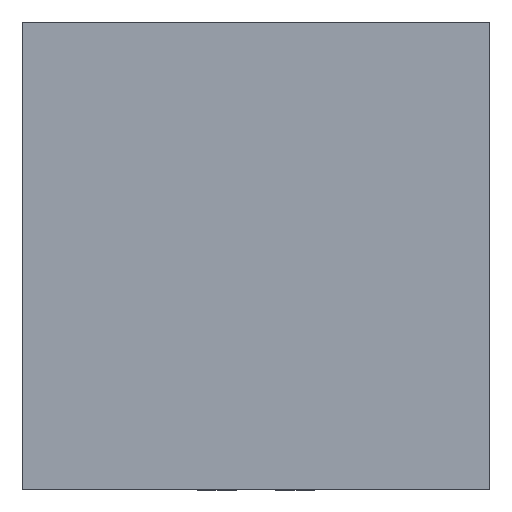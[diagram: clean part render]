
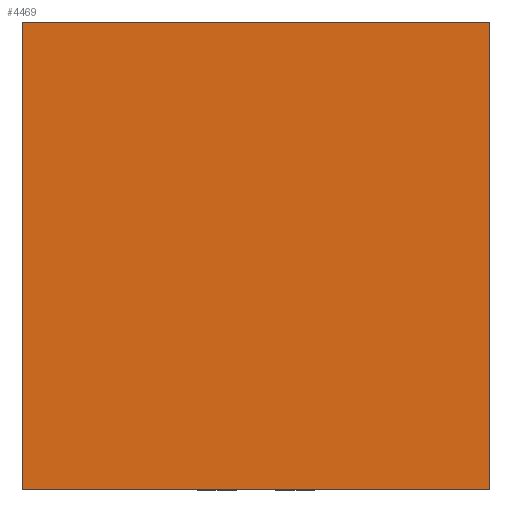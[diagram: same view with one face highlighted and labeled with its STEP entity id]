
A CAD part, top view. The second image highlights one B-rep face of the part: STEP entity #4469.
In plain terms, the highlighted face is planar.
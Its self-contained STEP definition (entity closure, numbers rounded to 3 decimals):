
#963=DIRECTION('',(0.,0.,1.));
#964=VECTOR('',#963,3.);
#965=CARTESIAN_POINT('',(-1.5,0.75,-1.5));
#966=LINE('',#965,#964);
#970=DIRECTION('',(-1.,0.,0.));
#971=VECTOR('',#970,3.);
#972=CARTESIAN_POINT('',(1.5,0.75,-1.5));
#973=LINE('',#972,#971);
#977=DIRECTION('',(0.,0.,-1.));
#978=VECTOR('',#977,3.);
#979=CARTESIAN_POINT('',(1.5,0.75,1.5));
#980=LINE('',#979,#978);
#984=DIRECTION('',(1.,0.,0.));
#985=VECTOR('',#984,3.);
#986=CARTESIAN_POINT('',(-1.5,0.75,1.5));
#987=LINE('',#986,#985);
#3346=CARTESIAN_POINT('',(-1.5,0.75,-1.5));
#3347=CARTESIAN_POINT('',(-1.5,0.75,1.5));
#3348=VERTEX_POINT('',#3346);
#3349=VERTEX_POINT('',#3347);
#3350=CARTESIAN_POINT('',(1.5,0.75,1.5));
#3351=VERTEX_POINT('',#3350);
#3352=CARTESIAN_POINT('',(1.5,0.75,-1.5));
#3353=VERTEX_POINT('',#3352);
#4456=CARTESIAN_POINT('',(0.,0.75,0.));
#4457=DIRECTION('',(0.,1.,0.));
#4458=DIRECTION('',(1.,0.,0.));
#4459=AXIS2_PLACEMENT_3D('',#4456,#4457,#4458);
#4460=PLANE('',#4459);
#4462=ORIENTED_EDGE('',*,*,#4461,.F.);
#4464=ORIENTED_EDGE('',*,*,#4463,.F.);
#4465=ORIENTED_EDGE('',*,*,#4374,.F.);
#4466=ORIENTED_EDGE('',*,*,#4180,.F.);
#4467=EDGE_LOOP('',(#4462,#4464,#4465,#4466));
#4468=FACE_OUTER_BOUND('',#4467,.F.);
#4180=EDGE_CURVE('',#3349,#3351,#987,.T.);
#4374=EDGE_CURVE('',#3351,#3353,#980,.T.);
#4461=EDGE_CURVE('',#3348,#3349,#966,.T.);
#4463=EDGE_CURVE('',#3353,#3348,#973,.T.);
#4469=ADVANCED_FACE('',(#4468),#4460,.T.);
